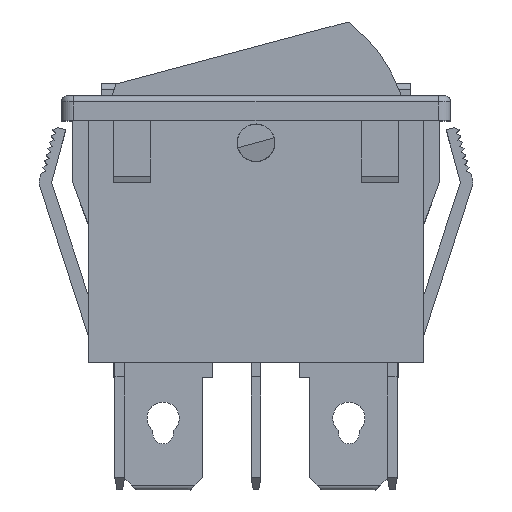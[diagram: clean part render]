
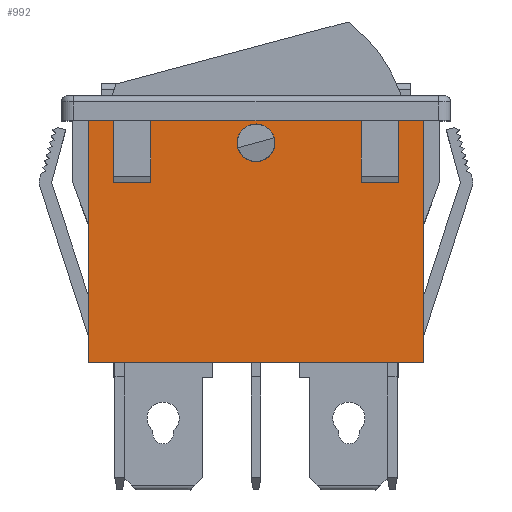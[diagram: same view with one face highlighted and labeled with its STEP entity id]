
A CAD part, top view. The second image highlights one B-rep face of the part: STEP entity #992.
In plain terms, the highlighted planar face has unit normal (0, 0, 1).
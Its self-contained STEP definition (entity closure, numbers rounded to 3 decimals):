
#161 = ORIENTED_EDGE ( 'NONE', *, *, #1242, .T. ) ;
#243 = VERTEX_POINT ( 'NONE', #1665 ) ;
#277 = VECTOR ( 'NONE', #4963, 1000. ) ;
#281 = DIRECTION ( 'NONE',  ( -1., 0., 0. ) ) ;
#437 = EDGE_CURVE ( 'NONE', #5519, #7445, #8874, .T. ) ;
#444 = VERTEX_POINT ( 'NONE', #5985 ) ;
#645 = CARTESIAN_POINT ( 'NONE',  ( 8.5, 1.8, 13.2 ) ) ;
#992 = ADVANCED_FACE ( 'NONE', ( #7942, #4849 ), #4210, .T. ) ;
#1084 = EDGE_CURVE ( 'NONE', #6077, #8249, #6678, .T. ) ;
#1233 = AXIS2_PLACEMENT_3D ( 'NONE', #5390, #3458, #12300 ) ;
#1242 = EDGE_CURVE ( 'NONE', #5519, #5734, #5455, .T. ) ;
#1378 = DIRECTION ( 'NONE',  ( 0., 1., 0. ) ) ;
#1413 = VERTEX_POINT ( 'NONE', #8311 ) ;
#1445 = VERTEX_POINT ( 'NONE', #5103 ) ;
#1449 = LINE ( 'NONE', #5643, #5456 ) ;
#1665 = CARTESIAN_POINT ( 'NONE',  ( -13.5, 1.8, 13.2 ) ) ;
#1710 = CARTESIAN_POINT ( 'NONE',  ( 13.5, 3.8, 13.2 ) ) ;
#1838 = ORIENTED_EDGE ( 'NONE', *, *, #4319, .F. ) ;
#2196 = VERTEX_POINT ( 'NONE', #11017 ) ;
#2215 = EDGE_LOOP ( 'NONE', ( #8692, #5404, #12252, #7406, #5876, #10877, #10656, #10971, #7416, #161, #10538, #11507 ) ) ;
#2709 = DIRECTION ( 'NONE',  ( 0., 1., 0. ) ) ;
#2835 = VECTOR ( 'NONE', #9788, 1000. ) ;
#2867 = VECTOR ( 'NONE', #6579, 1000. ) ;
#3034 = VECTOR ( 'NONE', #1378, 1000. ) ;
#3183 = CARTESIAN_POINT ( 'NONE',  ( -17.5, -3.2, 13.2 ) ) ;
#3458 = DIRECTION ( 'NONE',  ( 0., 0., 1. ) ) ;
#3725 = LINE ( 'NONE', #12217, #7257 ) ;
#3932 = CARTESIAN_POINT ( 'NONE',  ( 17.5, -3.2, 13.2 ) ) ;
#4043 = DIRECTION ( 'NONE',  ( 0., -1., 0. ) ) ;
#4083 = VECTOR ( 'NONE', #6391, 1000. ) ;
#4210 = PLANE ( 'NONE',  #7229 ) ;
#4319 = EDGE_CURVE ( 'NONE', #4606, #4606, #9699, .T. ) ;
#4471 = EDGE_CURVE ( 'NONE', #6077, #243, #4917, .T. ) ;
#4606 = VERTEX_POINT ( 'NONE', #5372 ) ;
#4849 = FACE_OUTER_BOUND ( 'NONE', #2215, .T. ) ;
#4917 = LINE ( 'NONE', #8739, #9073 ) ;
#4963 = DIRECTION ( 'NONE',  ( -1., 0., 0. ) ) ;
#5084 = EDGE_CURVE ( 'NONE', #243, #1445, #10926, .T. ) ;
#5103 = CARTESIAN_POINT ( 'NONE',  ( -13.5, -17.7, 13.2 ) ) ;
#5207 = DIRECTION ( 'NONE',  ( 0., 0., 1. ) ) ;
#5372 = CARTESIAN_POINT ( 'NONE',  ( 1.525, 0., 13.2 ) ) ;
#5379 = EDGE_CURVE ( 'NONE', #11011, #2196, #9981, .T. ) ;
#5390 = CARTESIAN_POINT ( 'NONE',  ( 0., 0., 13.2 ) ) ;
#5404 = ORIENTED_EDGE ( 'NONE', *, *, #4471, .T. ) ;
#5455 = LINE ( 'NONE', #11905, #2835 ) ;
#5456 = VECTOR ( 'NONE', #2709, 1000. ) ;
#5484 = LINE ( 'NONE', #1710, #2867 ) ;
#5519 = VERTEX_POINT ( 'NONE', #645 ) ;
#5542 = LINE ( 'NONE', #3932, #277 ) ;
#5596 = CARTESIAN_POINT ( 'NONE',  ( -11.5, -3.2, 13.2 ) ) ;
#5643 = CARTESIAN_POINT ( 'NONE',  ( -8.5, 1.8, 13.2 ) ) ;
#5653 = CARTESIAN_POINT ( 'NONE',  ( 8.5, -3.2, 13.2 ) ) ;
#5657 = VECTOR ( 'NONE', #6151, 1000. ) ;
#5734 = VERTEX_POINT ( 'NONE', #12073 ) ;
#5803 = CARTESIAN_POINT ( 'NONE',  ( -11.5, 1.8, 13.2 ) ) ;
#5876 = ORIENTED_EDGE ( 'NONE', *, *, #5960, .F. ) ;
#5960 = EDGE_CURVE ( 'NONE', #1413, #12022, #5484, .T. ) ;
#5985 = CARTESIAN_POINT ( 'NONE',  ( -8.5, -3.2, 13.2 ) ) ;
#6077 = VERTEX_POINT ( 'NONE', #5803 ) ;
#6151 = DIRECTION ( 'NONE',  ( 0., -1., 0. ) ) ;
#6174 = DIRECTION ( 'NONE',  ( 1., 0., 0. ) ) ;
#6292 = EDGE_CURVE ( 'NONE', #8249, #444, #6878, .T. ) ;
#6391 = DIRECTION ( 'NONE',  ( 0., -1., 0. ) ) ;
#6579 = DIRECTION ( 'NONE',  ( 0., -1., 0. ) ) ;
#6678 = LINE ( 'NONE', #10579, #4083 ) ;
#6839 = DIRECTION ( 'NONE',  ( -1., 0., 0. ) ) ;
#6878 = LINE ( 'NONE', #3183, #7640 ) ;
#7060 = CARTESIAN_POINT ( 'NONE',  ( 13.5, -17.7, 13.2 ) ) ;
#7229 = AXIS2_PLACEMENT_3D ( 'NONE', #11112, #5207, #6174 ) ;
#7257 = VECTOR ( 'NONE', #281, 1000. ) ;
#7406 = ORIENTED_EDGE ( 'NONE', *, *, #11679, .T. ) ;
#7416 = ORIENTED_EDGE ( 'NONE', *, *, #437, .F. ) ;
#7445 = VERTEX_POINT ( 'NONE', #5653 ) ;
#7465 = VECTOR ( 'NONE', #4043, 1000. ) ;
#7539 = VECTOR ( 'NONE', #7840, 1000. ) ;
#7578 = EDGE_LOOP ( 'NONE', ( #1838 ) ) ;
#7640 = VECTOR ( 'NONE', #10078, 1000. ) ;
#7840 = DIRECTION ( 'NONE',  ( 1., 0., 0. ) ) ;
#7942 = FACE_BOUND ( 'NONE', #7578, .T. ) ;
#7980 = CARTESIAN_POINT ( 'NONE',  ( -13.5, -17.7, 13.2 ) ) ;
#8017 = CARTESIAN_POINT ( 'NONE',  ( -13.5, 3.8, 13.2 ) ) ;
#8249 = VERTEX_POINT ( 'NONE', #5596 ) ;
#8311 = CARTESIAN_POINT ( 'NONE',  ( 13.5, 1.8, 13.2 ) ) ;
#8314 = EDGE_CURVE ( 'NONE', #444, #5734, #1449, .T. ) ;
#8692 = ORIENTED_EDGE ( 'NONE', *, *, #1084, .F. ) ;
#8739 = CARTESIAN_POINT ( 'NONE',  ( 0., 1.8, 13.2 ) ) ;
#8874 = LINE ( 'NONE', #9961, #7465 ) ;
#9073 = VECTOR ( 'NONE', #6839, 1000. ) ;
#9699 = CIRCLE ( 'NONE', #1233, 1.525 ) ;
#9788 = DIRECTION ( 'NONE',  ( -1., 0., 0. ) ) ;
#9961 = CARTESIAN_POINT ( 'NONE',  ( 8.5, 1.8, 13.2 ) ) ;
#9981 = LINE ( 'NONE', #11341, #3034 ) ;
#10078 = DIRECTION ( 'NONE',  ( 1., 0., 0. ) ) ;
#10538 = ORIENTED_EDGE ( 'NONE', *, *, #8314, .F. ) ;
#10579 = CARTESIAN_POINT ( 'NONE',  ( -11.5, 1.8, 13.2 ) ) ;
#10656 = ORIENTED_EDGE ( 'NONE', *, *, #5379, .F. ) ;
#10802 = EDGE_CURVE ( 'NONE', #1413, #2196, #3725, .T. ) ;
#10877 = ORIENTED_EDGE ( 'NONE', *, *, #10802, .T. ) ;
#10926 = LINE ( 'NONE', #8017, #5657 ) ;
#10971 = ORIENTED_EDGE ( 'NONE', *, *, #11686, .T. ) ;
#11011 = VERTEX_POINT ( 'NONE', #12465 ) ;
#11017 = CARTESIAN_POINT ( 'NONE',  ( 11.5, 1.8, 13.2 ) ) ;
#11112 = CARTESIAN_POINT ( 'NONE',  ( 0., 0., 13.2 ) ) ;
#11341 = CARTESIAN_POINT ( 'NONE',  ( 11.5, 1.8, 13.2 ) ) ;
#11507 = ORIENTED_EDGE ( 'NONE', *, *, #6292, .F. ) ;
#11679 = EDGE_CURVE ( 'NONE', #1445, #12022, #12342, .T. ) ;
#11686 = EDGE_CURVE ( 'NONE', #11011, #7445, #5542, .T. ) ;
#11905 = CARTESIAN_POINT ( 'NONE',  ( 0., 1.8, 13.2 ) ) ;
#12022 = VERTEX_POINT ( 'NONE', #7060 ) ;
#12073 = CARTESIAN_POINT ( 'NONE',  ( -8.5, 1.8, 13.2 ) ) ;
#12217 = CARTESIAN_POINT ( 'NONE',  ( 0., 1.8, 13.2 ) ) ;
#12252 = ORIENTED_EDGE ( 'NONE', *, *, #5084, .T. ) ;
#12300 = DIRECTION ( 'NONE',  ( 1., 0., 0. ) ) ;
#12342 = LINE ( 'NONE', #7980, #7539 ) ;
#12465 = CARTESIAN_POINT ( 'NONE',  ( 11.5, -3.2, 13.2 ) ) ;
